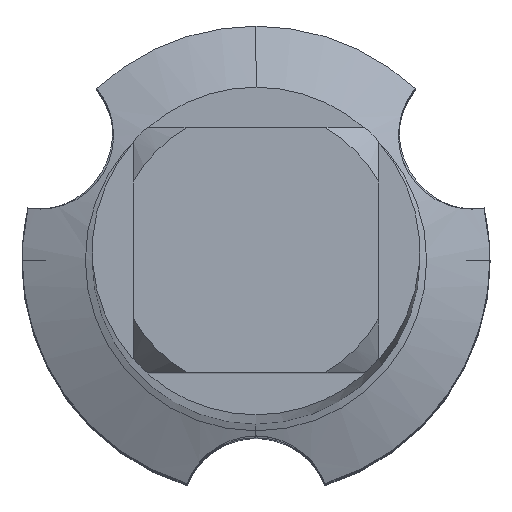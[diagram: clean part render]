
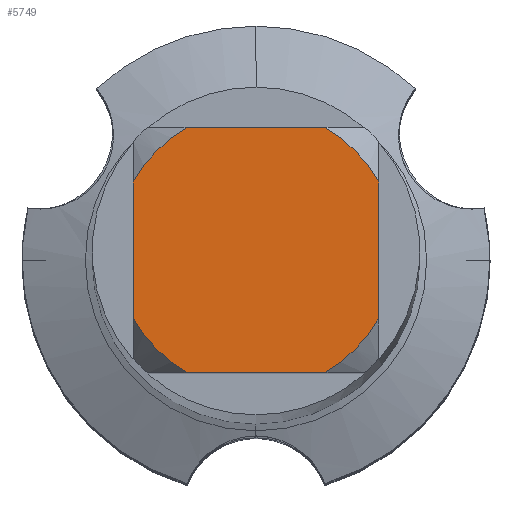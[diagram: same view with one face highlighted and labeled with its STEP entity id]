
A CAD part, top view. The second image highlights one B-rep face of the part: STEP entity #5749.
In plain terms, the highlighted planar face has unit normal (0, 0, 1).
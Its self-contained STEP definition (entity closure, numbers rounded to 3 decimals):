
#2353=EDGE_CURVE('',#2991,#6423,#6982,.T.);
#2611=EDGE_CURVE('',#3905,#6423,#7261,.T.);
#2823=VERTEX_POINT('',#7496);
#2991=VERTEX_POINT('',#7686);
#3093=VERTEX_POINT('',#7795);
#3461=EDGE_CURVE('',#2823,#3093,#8186,.T.);
#3621=EDGE_CURVE('',#6697,#6179,#8358,.T.);
#3905=VERTEX_POINT('',#8668);
#5541=EDGE_CURVE('',#6697,#3093,#10463,.T.);
#5675=EDGE_CURVE('',#3905,#6179,#10610,.T.);
#5749=ADVANCED_FACE('',(#10687),#10688,.T.);
#5801=EDGE_CURVE('',#2823,#6775,#10745,.T.);
#6179=VERTEX_POINT('',#11158);
#6423=VERTEX_POINT('',#11424);
#6697=VERTEX_POINT('',#11722);
#6775=VERTEX_POINT('',#11803);
#6783=EDGE_CURVE('',#2991,#6775,#11812,.T.);
#6982=LINE('',#12023,#12024);
#7261=CIRCLE('',#12499,1.2);
#7496=CARTESIAN_POINT('',(-1.05,0.581,0.0));
#7686=CARTESIAN_POINT('',(-0.581,-1.05,0.0));
#7795=CARTESIAN_POINT('',(-0.581,1.05,0.0));
#8186=CIRCLE('',#14113,1.2);
#8358=CIRCLE('',#14423,1.2);
#8668=CARTESIAN_POINT('',(1.05,-0.581,0.0));
#10463=LINE('',#18141,#18142);
#10610=LINE('',#18427,#18428);
#10687=FACE_OUTER_BOUND('',#18567,.T.);
#10688=PLANE('',#18568);
#10745=LINE('',#18662,#18663);
#11158=CARTESIAN_POINT('',(1.05,0.581,0.0));
#11424=CARTESIAN_POINT('',(0.581,-1.05,0.0));
#11722=CARTESIAN_POINT('',(0.581,1.05,0.0));
#11803=CARTESIAN_POINT('',(-1.05,-0.581,0.0));
#11812=CIRCLE('',#20528,1.2);
#12023=CARTESIAN_POINT('',(0.0,-1.05,0.0));
#12024=VECTOR('',#20827,1.0);
#12499=AXIS2_PLACEMENT_3D('',#21116,#21117,#21118);
#14113=AXIS2_PLACEMENT_3D('',#22238,#22239,#22240);
#14423=AXIS2_PLACEMENT_3D('',#22552,#22553,#22554);
#18141=CARTESIAN_POINT('',(0.0,1.05,0.0));
#18142=VECTOR('',#24778,1.0);
#18427=CARTESIAN_POINT('',(1.05,0.3,0.0));
#18428=VECTOR('',#24951,1.0);
#18567=EDGE_LOOP('',(#25018,#25019,#25020,#25021,#25022,#25023,#25024,#25025));
#18568=AXIS2_PLACEMENT_3D('',#25026,#25027,#25028);
#18662=CARTESIAN_POINT('',(-1.05,0.3,0.0));
#18663=VECTOR('',#25086,1.0);
#20528=AXIS2_PLACEMENT_3D('',#26382,#26383,#26384);
#20827=DIRECTION('',(1.0,0.0,0.0));
#21116=CARTESIAN_POINT('',(0.0,0.0,0.0));
#21117=DIRECTION('',(0.0,0.0,-1.0));
#21118=DIRECTION('',(0.0,1.0,0.0));
#22238=CARTESIAN_POINT('',(0.0,0.0,0.0));
#22239=DIRECTION('',(0.0,0.0,-1.0));
#22240=DIRECTION('',(0.0,1.0,0.0));
#22552=CARTESIAN_POINT('',(0.0,0.0,0.0));
#22553=DIRECTION('',(0.0,0.0,-1.0));
#22554=DIRECTION('',(0.0,1.0,0.0));
#24778=DIRECTION('',(-1.0,0.0,0.0));
#24951=DIRECTION('',(-0.0,1.0,0.0));
#25018=ORIENTED_EDGE('',*,*,#5801,.T.);
#25019=ORIENTED_EDGE('',*,*,#6783,.F.);
#25020=ORIENTED_EDGE('',*,*,#2353,.T.);
#25021=ORIENTED_EDGE('',*,*,#2611,.F.);
#25022=ORIENTED_EDGE('',*,*,#5675,.T.);
#25023=ORIENTED_EDGE('',*,*,#3621,.F.);
#25024=ORIENTED_EDGE('',*,*,#5541,.T.);
#25025=ORIENTED_EDGE('',*,*,#3461,.F.);
#25026=CARTESIAN_POINT('',(0.0,0.6,0.0));
#25027=DIRECTION('',(-0.0,0.0,1.0));
#25028=DIRECTION('',(0.0,-1.0,0.0));
#25086=DIRECTION('',(-0.0,-1.0,0.0));
#26382=CARTESIAN_POINT('',(0.0,0.0,0.0));
#26383=DIRECTION('',(0.0,0.0,-1.0));
#26384=DIRECTION('',(0.0,1.0,0.0));
